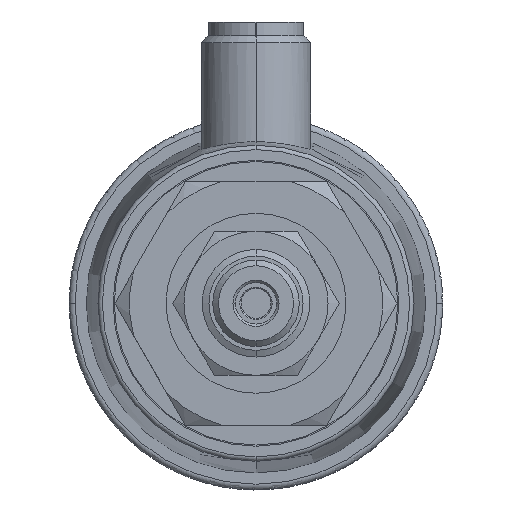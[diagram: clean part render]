
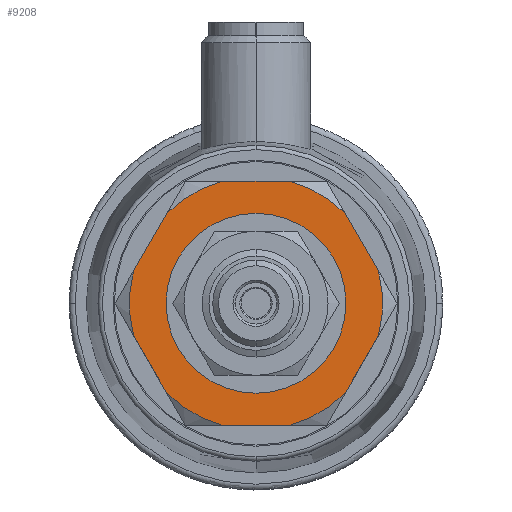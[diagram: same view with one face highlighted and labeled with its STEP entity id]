
A CAD part, front view. The second image highlights one B-rep face of the part: STEP entity #9208.
In plain terms, the highlighted planar face has unit normal (0, -1, 0).
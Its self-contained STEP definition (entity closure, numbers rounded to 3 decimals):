
#3840=DIRECTION('',(1.,0.,0.));
#3841=VECTOR('',#3840,7.309);
#3842=CARTESIAN_POINT('',(-3.655,-12.903,13.462));
#3843=LINE('',#3842,#3841);
#3844=CARTESIAN_POINT('',(0.,-12.903,0.));
#3845=DIRECTION('',(0.,1.,0.));
#3846=DIRECTION('',(0.262,0.,0.965));
#3847=AXIS2_PLACEMENT_3D('',#3844,#3845,#3846);
#3849=DIRECTION('',(-0.5,0.,0.866));
#3850=VECTOR('',#3849,7.308);
#3851=CARTESIAN_POINT('',(13.486,-12.903,3.566));
#3852=LINE('',#3851,#3850);
#3853=DIRECTION('',(-0.5,0.,-0.866));
#3854=VECTOR('',#3853,7.308);
#3855=CARTESIAN_POINT('',(13.486,-12.903,-3.566));
#3856=LINE('',#3855,#3854);
#3857=CARTESIAN_POINT('',(0.,-12.903,0.));
#3858=DIRECTION('',(0.,-1.,0.));
#3859=DIRECTION('',(0.262,0.,-0.965));
#3860=AXIS2_PLACEMENT_3D('',#3857,#3858,#3859);
#3862=DIRECTION('',(-1.,0.,0.));
#3863=VECTOR('',#3862,7.309);
#3864=CARTESIAN_POINT('',(3.655,-12.903,-13.462));
#3865=LINE('',#3864,#3863);
#3866=CARTESIAN_POINT('',(0.,-12.903,0.));
#3867=DIRECTION('',(0.,-1.,0.));
#3868=DIRECTION('',(-0.705,0.,-0.709));
#3869=AXIS2_PLACEMENT_3D('',#3866,#3867,#3868);
#3871=DIRECTION('',(0.5,0.,-0.866));
#3872=VECTOR('',#3871,7.308);
#3873=CARTESIAN_POINT('',(-13.486,-12.903,-3.566));
#3874=LINE('',#3873,#3872);
#3875=DIRECTION('',(0.5,0.,0.866));
#3876=VECTOR('',#3875,7.308);
#3877=CARTESIAN_POINT('',(-13.486,-12.903,3.566));
#3878=LINE('',#3877,#3876);
#3879=CARTESIAN_POINT('',(0.,-12.903,0.));
#3880=DIRECTION('',(0.,1.,0.));
#3881=DIRECTION('',(-0.705,0.,0.709));
#3882=AXIS2_PLACEMENT_3D('',#3879,#3880,#3881);
#3917=CARTESIAN_POINT('',(9.831,-12.903,-9.896));
#3919=CARTESIAN_POINT('',(3.655,-12.903,-13.462));
#3939=CARTESIAN_POINT('',(-3.655,-12.903,-13.462));
#3941=CARTESIAN_POINT('',(-9.831,-12.903,-9.896));
#3961=CARTESIAN_POINT('',(-13.486,-12.903,-3.566));
#3972=CARTESIAN_POINT('',(0.,-12.903,0.));
#3973=DIRECTION('',(0.,-1.,0.));
#3974=DIRECTION('',(-0.967,0.,0.256));
#3975=AXIS2_PLACEMENT_3D('',#3972,#3973,#3974);
#3999=CARTESIAN_POINT('',(0.,-12.903,0.));
#4000=DIRECTION('',(0.,-1.,0.));
#4001=DIRECTION('',(0.967,0.,-0.256));
#4002=AXIS2_PLACEMENT_3D('',#3999,#4000,#4001);
#4013=CARTESIAN_POINT('',(13.486,-12.903,-3.566));
#4026=CARTESIAN_POINT('',(0.,-12.903,0.));
#4027=DIRECTION('',(0.,1.,0.));
#4028=DIRECTION('',(-1.,0.,0.));
#4029=AXIS2_PLACEMENT_3D('',#4026,#4027,#4028);
#4035=CARTESIAN_POINT('',(0.,-12.903,0.));
#4036=DIRECTION('',(0.,-1.,0.));
#4037=DIRECTION('',(-1.,0.,0.));
#4038=AXIS2_PLACEMENT_3D('',#4035,#4036,#4037);
#5520=CARTESIAN_POINT('',(-9.911,-12.903,0.));
#5522=VERTEX_POINT('',#5520);
#5530=CARTESIAN_POINT('',(9.911,-12.903,0.));
#5532=VERTEX_POINT('',#5530);
#5579=VERTEX_POINT('',#3917);
#5580=VERTEX_POINT('',#4013);
#5583=VERTEX_POINT('',#3939);
#5584=VERTEX_POINT('',#3919);
#5586=VERTEX_POINT('',#3961);
#5587=VERTEX_POINT('',#3941);
#5588=CARTESIAN_POINT('',(-3.655,-12.903,13.462));
#5589=CARTESIAN_POINT('',(3.655,-12.903,13.462));
#5590=VERTEX_POINT('',#5588);
#5591=VERTEX_POINT('',#5589);
#5592=CARTESIAN_POINT('',(13.486,-12.903,3.566));
#5593=CARTESIAN_POINT('',(9.831,-12.903,9.896));
#5594=VERTEX_POINT('',#5592);
#5595=VERTEX_POINT('',#5593);
#5596=CARTESIAN_POINT('',(-13.486,-12.903,3.566));
#5597=CARTESIAN_POINT('',(-9.831,-12.903,9.896));
#5598=VERTEX_POINT('',#5596);
#5599=VERTEX_POINT('',#5597);
#9172=CARTESIAN_POINT('',(0.,-12.903,0.));
#9173=DIRECTION('',(0.,-1.,0.));
#9174=DIRECTION('',(-1.,0.,0.));
#9175=AXIS2_PLACEMENT_3D('',#9172,#9173,#9174);
#9176=PLANE('',#9175);
#9177=ORIENTED_EDGE('',*,*,#9158,.T.);
#9179=ORIENTED_EDGE('',*,*,#9178,.T.);
#9181=ORIENTED_EDGE('',*,*,#9180,.F.);
#9183=ORIENTED_EDGE('',*,*,#9182,.F.);
#9185=ORIENTED_EDGE('',*,*,#9184,.T.);
#9187=ORIENTED_EDGE('',*,*,#9186,.F.);
#9189=ORIENTED_EDGE('',*,*,#9188,.T.);
#9191=ORIENTED_EDGE('',*,*,#9190,.F.);
#9193=ORIENTED_EDGE('',*,*,#9192,.F.);
#9195=ORIENTED_EDGE('',*,*,#9194,.F.);
#9197=ORIENTED_EDGE('',*,*,#9196,.T.);
#9199=ORIENTED_EDGE('',*,*,#9198,.T.);
#9200=EDGE_LOOP('',(#9177,#9179,#9181,#9183,#9185,#9187,#9189,#9191,#9193,#9195,
#9197,#9199));
#9201=FACE_OUTER_BOUND('',#9200,.F.);
#9203=ORIENTED_EDGE('',*,*,#9202,.F.);
#9205=ORIENTED_EDGE('',*,*,#9204,.T.);
#9206=EDGE_LOOP('',(#9203,#9205));
#9207=FACE_BOUND('',#9206,.F.);
#3848=CIRCLE('',#3847,13.949);
#3861=CIRCLE('',#3860,13.949);
#3870=CIRCLE('',#3869,13.949);
#3883=CIRCLE('',#3882,13.949);
#3976=CIRCLE('',#3975,13.949);
#4003=CIRCLE('',#4002,13.949);
#4030=CIRCLE('',#4029,9.911);
#4039=CIRCLE('',#4038,9.911);
#9158=EDGE_CURVE('',#5590,#5591,#3843,.T.);
#9178=EDGE_CURVE('',#5591,#5595,#3848,.T.);
#9180=EDGE_CURVE('',#5594,#5595,#3852,.T.);
#9182=EDGE_CURVE('',#5580,#5594,#4003,.T.);
#9184=EDGE_CURVE('',#5580,#5579,#3856,.T.);
#9186=EDGE_CURVE('',#5584,#5579,#3861,.T.);
#9188=EDGE_CURVE('',#5584,#5583,#3865,.T.);
#9190=EDGE_CURVE('',#5587,#5583,#3870,.T.);
#9192=EDGE_CURVE('',#5586,#5587,#3874,.T.);
#9194=EDGE_CURVE('',#5598,#5586,#3976,.T.);
#9196=EDGE_CURVE('',#5598,#5599,#3878,.T.);
#9198=EDGE_CURVE('',#5599,#5590,#3883,.T.);
#9202=EDGE_CURVE('',#5522,#5532,#4030,.T.);
#9204=EDGE_CURVE('',#5522,#5532,#4039,.T.);
#9208=ADVANCED_FACE('',(#9201,#9207),#9176,.T.);
